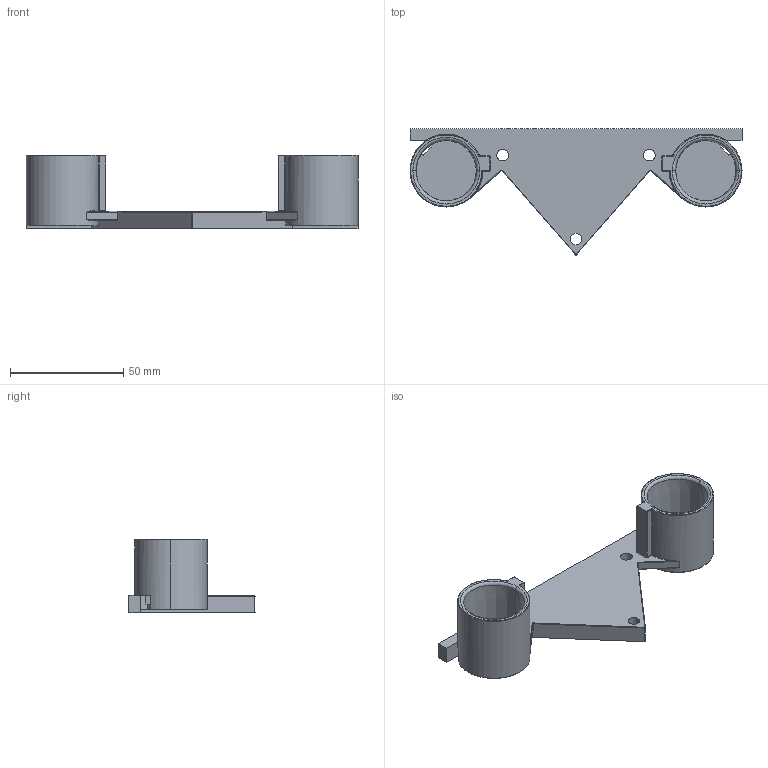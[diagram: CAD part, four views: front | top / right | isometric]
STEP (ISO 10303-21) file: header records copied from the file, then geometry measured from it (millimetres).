
FILE_DESCRIPTION (( 'STEP AP214' ), '1' );
FILE_NAME ('Power Line Double End Cap Final.STEP', '2019-02-20T17:53:20', ( '' ), ( '' ), 'SwSTEP 2.0', 'SolidWorks 2018', '' );
FILE_SCHEMA (( 'AUTOMOTIVE_DESIGN' ));
Length unit declared in the file: inch
Products named in the file (1): Power Line Double End Cap Final
Bounding box: 146.46 x 55.75 x 32.38 mm (x, y, z)
Volume: 37040 mm3; surface area: 23452.8 mm2
Topology: 1 solids, 1 shells, 166 faces, 415 edges, 230 vertices
Faces by surface type: cylinder 67, torus 39, plane 35, sphere 17, cone 4, bspline 4
Entity records: 4949 total; most frequent: CARTESIAN_POINT 984, DIRECTION 917, ORIENTED_EDGE 782, EDGE_CURVE 391, AXIS2_PLACEMENT_3D 379, VERTEX_POINT 226, CIRCLE 216, EDGE_LOOP 175
